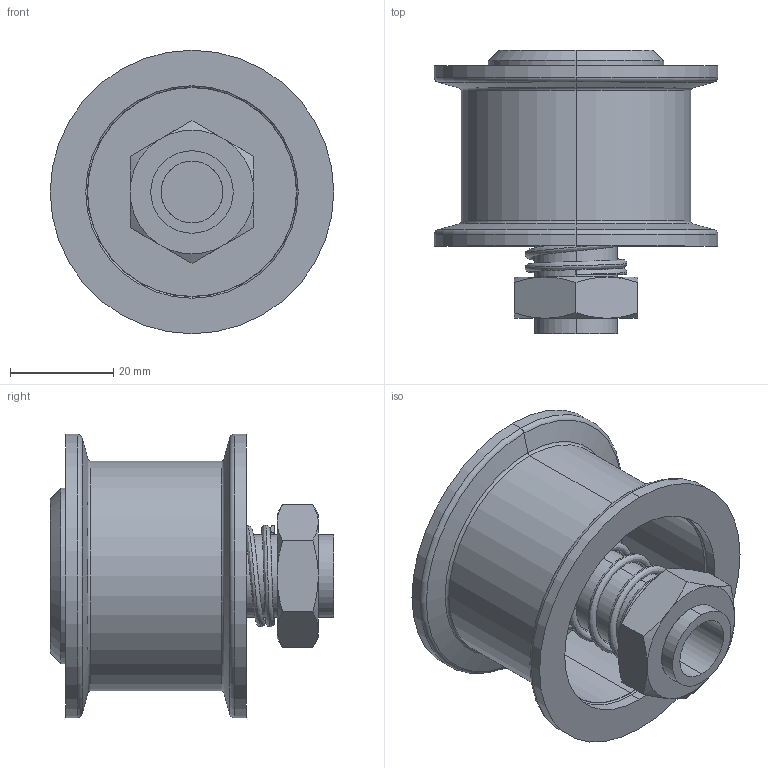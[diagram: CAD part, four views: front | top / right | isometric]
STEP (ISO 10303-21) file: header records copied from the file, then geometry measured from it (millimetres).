
FILE_DESCRIPTION (( 'STEP AP214' ), '1' );
FILE_NAME ('120VUS040.stp', '2023-03-21T09:01:39', ( '' ), ( '' ), 'SwSTEP 2.0', 'SolidWorks 2021', '' );
FILE_SCHEMA (( 'AUTOMOTIVE_DESIGN' ));
Length unit declared in the file: millimetre
Products named in the file (1): 120VUS040
Bounding box: 55 x 55 x 55 mm (x, y, z)
Volume: 35452.2 mm3; surface area: 25716.6 mm2
Topology: 5 solids, 5 shells, 106 faces, 217 edges, 127 vertices
Faces by surface type: cylinder 34, torus 24, plane 24, cone 22, bspline 2
Entity records: 12523 total; most frequent: CARTESIAN_POINT 9025, DIRECTION 510, ORIENTED_EDGE 434, AXIS2_PLACEMENT_3D 229, EDGE_CURVE 217, VERTEX_POINT 127, CIRCLE 124, EDGE_LOOP 122
